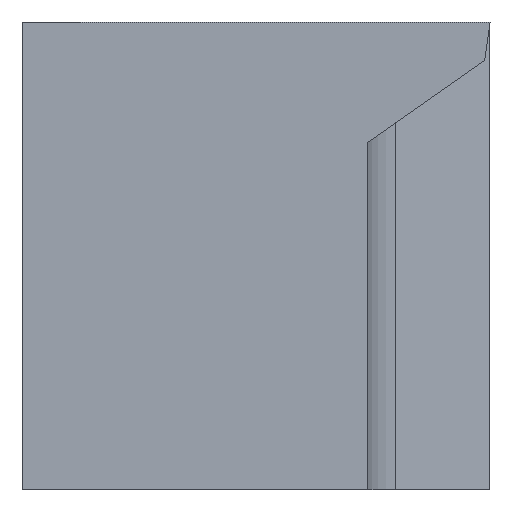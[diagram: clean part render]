
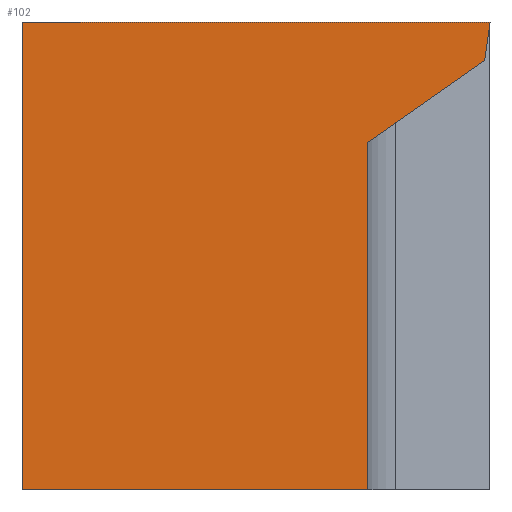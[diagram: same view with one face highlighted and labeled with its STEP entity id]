
A CAD part, left-side view. The second image highlights one B-rep face of the part: STEP entity #102.
In plain terms, the highlighted planar face has unit normal (-1, 0, 0).
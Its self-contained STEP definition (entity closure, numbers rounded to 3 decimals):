
#1 = AXIS2_PLACEMENT_3D ( 'NONE', #193, #33, #291 ) ;
#16 = DIRECTION ( 'NONE',  ( 0., -1., 0. ) ) ;
#19 = VECTOR ( 'NONE', #325, 1000. ) ;
#33 = DIRECTION ( 'NONE',  ( 1., 0., 0. ) ) ;
#59 = ORIENTED_EDGE ( 'NONE', *, *, #213, .T. ) ;
#60 = VERTEX_POINT ( 'NONE', #237 ) ;
#74 = VECTOR ( 'NONE', #146, 1000. ) ;
#90 = CARTESIAN_POINT ( 'NONE',  ( 0., 25., -19.05 ) ) ;
#102 = ADVANCED_FACE ( 'NONE', ( #294 ), #298, .F. ) ;
#108 = DIRECTION ( 'NONE',  ( 0., 1., 0. ) ) ;
#109 = CARTESIAN_POINT ( 'NONE',  ( 0., 0.22, -1.565 ) ) ;
#113 = CARTESIAN_POINT ( 'NONE',  ( 0., 19.05, -19.05 ) ) ;
#117 = VECTOR ( 'NONE', #261, 1000. ) ;
#127 = LINE ( 'NONE', #244, #117 ) ;
#135 = VECTOR ( 'NONE', #228, 1000. ) ;
#140 = LINE ( 'NONE', #90, #143 ) ;
#143 = VECTOR ( 'NONE', #16, 1000. ) ;
#146 = DIRECTION ( 'NONE',  ( 0., 0., 1. ) ) ;
#148 = CARTESIAN_POINT ( 'NONE',  ( 0., 0., 0. ) ) ;
#157 = LINE ( 'NONE', #369, #135 ) ;
#176 = EDGE_CURVE ( 'NONE', #348, #60, #198, .T. ) ;
#182 = EDGE_LOOP ( 'NONE', ( #59, #343, #379, #310, #320, #282 ) ) ;
#193 = CARTESIAN_POINT ( 'NONE',  ( 0., 7.5, -3. ) ) ;
#194 = EDGE_CURVE ( 'NONE', #315, #392, #127, .T. ) ;
#198 = LINE ( 'NONE', #266, #19 ) ;
#212 = LINE ( 'NONE', #363, #74 ) ;
#213 = EDGE_CURVE ( 'NONE', #392, #60, #257, .T. ) ;
#228 = DIRECTION ( 'NONE',  ( 0., -0.819, 0.574 ) ) ;
#237 = CARTESIAN_POINT ( 'NONE',  ( 0., 19.05, 0. ) ) ;
#244 = CARTESIAN_POINT ( 'NONE',  ( 0., 0., 0. ) ) ;
#257 = LINE ( 'NONE', #372, #259 ) ;
#259 = VECTOR ( 'NONE', #108, 1000. ) ;
#261 = DIRECTION ( 'NONE',  ( 0., -0.139, 0.99 ) ) ;
#266 = CARTESIAN_POINT ( 'NONE',  ( 0., 19.05, -19.05 ) ) ;
#282 = ORIENTED_EDGE ( 'NONE', *, *, #194, .T. ) ;
#291 = DIRECTION ( 'NONE',  ( 0., -1., 0. ) ) ;
#294 = FACE_OUTER_BOUND ( 'NONE', #182, .T. ) ;
#298 = PLANE ( 'NONE',  #1 ) ;
#305 = CARTESIAN_POINT ( 'NONE',  ( 0., 5., -4.912 ) ) ;
#310 = ORIENTED_EDGE ( 'NONE', *, *, #321, .T. ) ;
#315 = VERTEX_POINT ( 'NONE', #109 ) ;
#320 = ORIENTED_EDGE ( 'NONE', *, *, #365, .T. ) ;
#321 = EDGE_CURVE ( 'NONE', #380, #383, #212, .T. ) ;
#324 = EDGE_CURVE ( 'NONE', #348, #380, #140, .T. ) ;
#325 = DIRECTION ( 'NONE',  ( 0., 0., 1. ) ) ;
#343 = ORIENTED_EDGE ( 'NONE', *, *, #176, .F. ) ;
#348 = VERTEX_POINT ( 'NONE', #113 ) ;
#363 = CARTESIAN_POINT ( 'NONE',  ( 0., 5., -19.05 ) ) ;
#365 = EDGE_CURVE ( 'NONE', #383, #315, #157, .T. ) ;
#369 = CARTESIAN_POINT ( 'NONE',  ( 0., 0.22, -1.565 ) ) ;
#372 = CARTESIAN_POINT ( 'NONE',  ( 0., 8.446, 0. ) ) ;
#379 = ORIENTED_EDGE ( 'NONE', *, *, #324, .T. ) ;
#380 = VERTEX_POINT ( 'NONE', #402 ) ;
#383 = VERTEX_POINT ( 'NONE', #305 ) ;
#392 = VERTEX_POINT ( 'NONE', #148 ) ;
#402 = CARTESIAN_POINT ( 'NONE',  ( 0., 5., -19.05 ) ) ;
